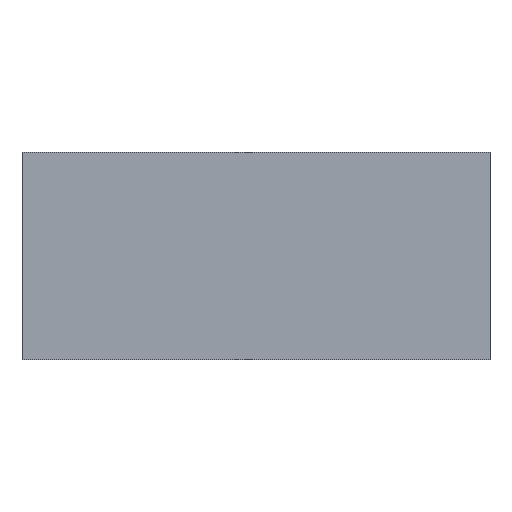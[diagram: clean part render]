
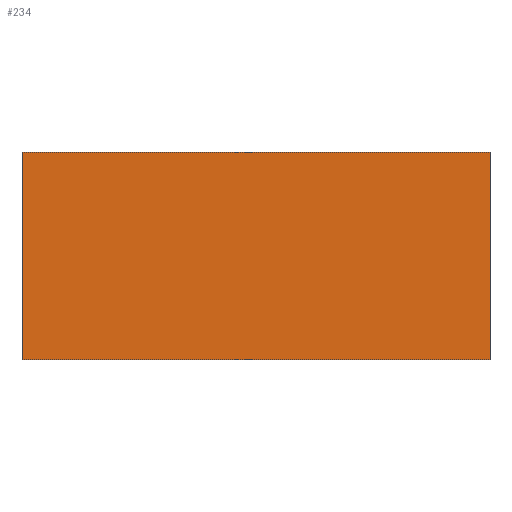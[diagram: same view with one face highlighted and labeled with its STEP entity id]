
A CAD part, front view. The second image highlights one B-rep face of the part: STEP entity #234.
In plain terms, the highlighted planar face has unit normal (0, -1, 0).
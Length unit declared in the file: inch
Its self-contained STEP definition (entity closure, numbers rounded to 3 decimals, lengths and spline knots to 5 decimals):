
#234 = ADVANCED_FACE( '', ( #579 ), #580, .F. );
#579 = FACE_OUTER_BOUND( '', #1065, .T. );
#580 = PLANE( '', #1066 );
#1065 = EDGE_LOOP( '', ( #1715, #1716, #1717, #1718 ) );
#1066 = AXIS2_PLACEMENT_3D( '', #1719, #1720, #1721 );
#1715 = ORIENTED_EDGE( '', *, *, #2928, .T. );
#1716 = ORIENTED_EDGE( '', *, *, #2929, .F. );
#1717 = ORIENTED_EDGE( '', *, *, #2930, .F. );
#1718 = ORIENTED_EDGE( '', *, *, #2931, .T. );
#1719 = CARTESIAN_POINT( '', ( 1.688, 0., 0.75 ) );
#1720 = DIRECTION( '', ( 0., 1., 0. ) );
#1721 = DIRECTION( '', ( 0., 0., 1. ) );
#2928 = EDGE_CURVE( '', #3564, #3565, #3566, .T. );
#2929 = EDGE_CURVE( '', #3567, #3565, #3568, .T. );
#2930 = EDGE_CURVE( '', #3569, #3567, #3570, .T. );
#2931 = EDGE_CURVE( '', #3569, #3564, #3571, .T. );
#3564 = VERTEX_POINT( '', #4424 );
#3565 = VERTEX_POINT( '', #4425 );
#3566 = LINE( '', #4426, #4427 );
#3567 = VERTEX_POINT( '', #4428 );
#3568 = LINE( '', #4429, #4430 );
#3569 = VERTEX_POINT( '', #4431 );
#3570 = LINE( '', #4432, #4433 );
#3571 = LINE( '', #4434, #4435 );
#4424 = CARTESIAN_POINT( '', ( 0., 0., 0.75 ) );
#4425 = CARTESIAN_POINT( '', ( 0., 0., 0. ) );
#4426 = CARTESIAN_POINT( '', ( 0., 0., 0.75 ) );
#4427 = VECTOR( '', #5287, 39.37008 );
#4428 = CARTESIAN_POINT( '', ( 1.688, 0., 0. ) );
#4429 = CARTESIAN_POINT( '', ( 1.688, 0., 0. ) );
#4430 = VECTOR( '', #5288, 39.37008 );
#4431 = CARTESIAN_POINT( '', ( 1.688, 0., 0.75 ) );
#4432 = CARTESIAN_POINT( '', ( 1.688, 0., 0.75 ) );
#4433 = VECTOR( '', #5289, 39.37008 );
#4434 = CARTESIAN_POINT( '', ( 1.688, 0., 0.75 ) );
#4435 = VECTOR( '', #5290, 39.37008 );
#5287 = DIRECTION( '', ( 0., 0., -1. ) );
#5288 = DIRECTION( '', ( -1., 0., 0. ) );
#5289 = DIRECTION( '', ( 0., 0., -1. ) );
#5290 = DIRECTION( '', ( -1., 0., 0. ) );
